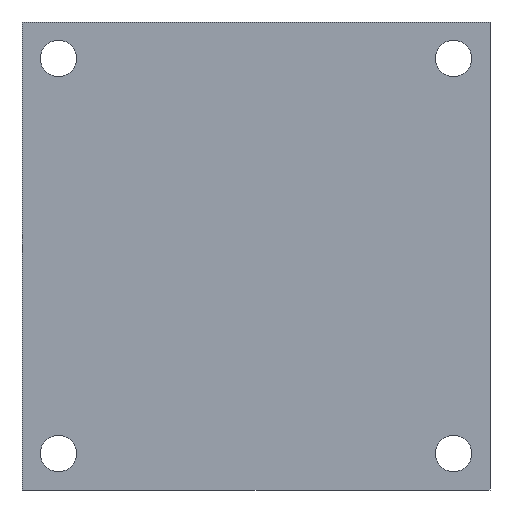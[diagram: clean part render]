
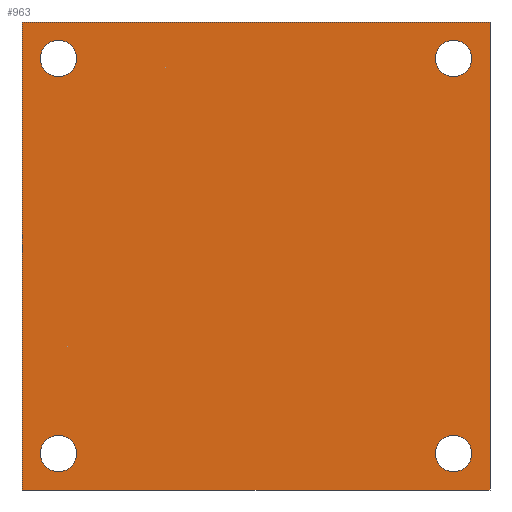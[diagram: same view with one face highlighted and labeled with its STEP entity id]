
A CAD part, front view. The second image highlights one B-rep face of the part: STEP entity #963.
In plain terms, the highlighted planar face has unit normal (0, -1, 0).
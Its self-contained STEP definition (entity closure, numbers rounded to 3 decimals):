
#29 = EDGE_CURVE ( 'NONE', #331, #691, #672, .T. ) ;
#44 = AXIS2_PLACEMENT_3D ( 'NONE', #442, #836, #833 ) ;
#46 = ORIENTED_EDGE ( 'NONE', *, *, #618, .T. ) ;
#47 = EDGE_CURVE ( 'NONE', #217, #856, #487, .T. ) ;
#49 = ORIENTED_EDGE ( 'NONE', *, *, #843, .T. ) ;
#51 = ORIENTED_EDGE ( 'NONE', *, *, #794, .T. ) ;
#52 = DIRECTION ( 'NONE',  ( 0., 0., 1. ) ) ;
#54 = ORIENTED_EDGE ( 'NONE', *, *, #47, .T. ) ;
#60 = ORIENTED_EDGE ( 'NONE', *, *, #29, .F. ) ;
#61 = DIRECTION ( 'NONE',  ( 0., 1., 0. ) ) ;
#64 = CARTESIAN_POINT ( 'NONE',  ( -19., 0., -19. ) ) ;
#82 = CARTESIAN_POINT ( 'NONE',  ( 22.5, 0., -22.5 ) ) ;
#91 = CARTESIAN_POINT ( 'NONE',  ( -22.5, 0., 22.5 ) ) ;
#106 = EDGE_CURVE ( 'NONE', #1018, #1010, #172, .T. ) ;
#110 = PLANE ( 'NONE',  #246 ) ;
#112 = VERTEX_POINT ( 'NONE', #82 ) ;
#122 = EDGE_LOOP ( 'NONE', ( #904, #968 ) ) ;
#126 = CARTESIAN_POINT ( 'NONE',  ( 19., 0., 20.75 ) ) ;
#161 = EDGE_CURVE ( 'NONE', #663, #1104, #891, .T. ) ;
#168 = EDGE_LOOP ( 'NONE', ( #51, #54 ) ) ;
#172 = CIRCLE ( 'NONE', #1042, 1.75 ) ;
#191 = CARTESIAN_POINT ( 'NONE',  ( -19., 0., -20.75 ) ) ;
#201 = DIRECTION ( 'NONE',  ( 0., 0., 1. ) ) ;
#204 = DIRECTION ( 'NONE',  ( 0., 0., 1. ) ) ;
#209 = DIRECTION ( 'NONE',  ( 0., 0., 1. ) ) ;
#217 = VERTEX_POINT ( 'NONE', #841 ) ;
#228 = DIRECTION ( 'NONE',  ( 0., 1., 0. ) ) ;
#229 = EDGE_CURVE ( 'NONE', #331, #662, #777, .T. ) ;
#231 = CARTESIAN_POINT ( 'NONE',  ( 19., 0., 19. ) ) ;
#233 = DIRECTION ( 'NONE',  ( 0., 1., 0. ) ) ;
#246 = AXIS2_PLACEMENT_3D ( 'NONE', #91, #233, #201 ) ;
#265 = AXIS2_PLACEMENT_3D ( 'NONE', #440, #525, #602 ) ;
#266 = CIRCLE ( 'NONE', #768, 1.75 ) ;
#272 = CARTESIAN_POINT ( 'NONE',  ( 19., 0., -19. ) ) ;
#286 = AXIS2_PLACEMENT_3D ( 'NONE', #758, #743, #769 ) ;
#290 = FACE_OUTER_BOUND ( 'NONE', #372, .T. ) ;
#302 = EDGE_CURVE ( 'NONE', #737, #765, #972, .T. ) ;
#313 = CARTESIAN_POINT ( 'NONE',  ( -22.5, 0., 22.5 ) ) ;
#316 = FACE_BOUND ( 'NONE', #780, .T. ) ;
#328 = VECTOR ( 'NONE', #332, 1000. ) ;
#331 = VERTEX_POINT ( 'NONE', #746 ) ;
#332 = DIRECTION ( 'NONE',  ( 1., 0., 0. ) ) ;
#335 = CARTESIAN_POINT ( 'NONE',  ( -22.5, 0., -22.5 ) ) ;
#339 = CARTESIAN_POINT ( 'NONE',  ( -19., 0., -17.25 ) ) ;
#345 = CIRCLE ( 'NONE', #866, 1.75 ) ;
#355 = CIRCLE ( 'NONE', #476, 1.75 ) ;
#367 = DIRECTION ( 'NONE',  ( 0., 1., 0. ) ) ;
#372 = EDGE_LOOP ( 'NONE', ( #46, #702, #60, #730 ) ) ;
#387 = FACE_BOUND ( 'NONE', #168, .T. ) ;
#389 = CARTESIAN_POINT ( 'NONE',  ( 19., 0., -17.25 ) ) ;
#405 = ORIENTED_EDGE ( 'NONE', *, *, #106, .T. ) ;
#417 = FACE_BOUND ( 'NONE', #122, .T. ) ;
#439 = FACE_BOUND ( 'NONE', #1056, .T. ) ;
#440 = CARTESIAN_POINT ( 'NONE',  ( 19., 0., 19. ) ) ;
#442 = CARTESIAN_POINT ( 'NONE',  ( -19., 0., 19. ) ) ;
#447 = DIRECTION ( 'NONE',  ( 0., 0., 1. ) ) ;
#469 = DIRECTION ( 'NONE',  ( 1., 0., 0. ) ) ;
#476 = AXIS2_PLACEMENT_3D ( 'NONE', #272, #367, #204 ) ;
#487 = CIRCLE ( 'NONE', #878, 1.75 ) ;
#515 = CARTESIAN_POINT ( 'NONE',  ( -19., 0., -19. ) ) ;
#525 = DIRECTION ( 'NONE',  ( 0., 1., 0. ) ) ;
#550 = CARTESIAN_POINT ( 'NONE',  ( -19., 0., 20.75 ) ) ;
#591 = DIRECTION ( 'NONE',  ( 0., 1., 0. ) ) ;
#602 = DIRECTION ( 'NONE',  ( 0., 0., 1. ) ) ;
#616 = LINE ( 'NONE', #1091, #813 ) ;
#618 = EDGE_CURVE ( 'NONE', #662, #112, #1000, .T. ) ;
#631 = DIRECTION ( 'NONE',  ( 0., 0., -1. ) ) ;
#635 = EDGE_CURVE ( 'NONE', #1010, #1018, #266, .T. ) ;
#642 = CARTESIAN_POINT ( 'NONE',  ( -22.5, 0., 22.5 ) ) ;
#649 = CARTESIAN_POINT ( 'NONE',  ( -22.5, 0., -22.5 ) ) ;
#662 = VERTEX_POINT ( 'NONE', #649 ) ;
#663 = VERTEX_POINT ( 'NONE', #1129 ) ;
#672 = LINE ( 'NONE', #313, #328 ) ;
#691 = VERTEX_POINT ( 'NONE', #990 ) ;
#696 = ORIENTED_EDGE ( 'NONE', *, *, #302, .T. ) ;
#702 = ORIENTED_EDGE ( 'NONE', *, *, #784, .F. ) ;
#706 = CARTESIAN_POINT ( 'NONE',  ( 19., 0., -20.75 ) ) ;
#725 = EDGE_CURVE ( 'NONE', #1104, #663, #345, .T. ) ;
#730 = ORIENTED_EDGE ( 'NONE', *, *, #229, .T. ) ;
#737 = VERTEX_POINT ( 'NONE', #389 ) ;
#743 = DIRECTION ( 'NONE',  ( 0., 1., 0. ) ) ;
#746 = CARTESIAN_POINT ( 'NONE',  ( -22.5, 0., 22.5 ) ) ;
#758 = CARTESIAN_POINT ( 'NONE',  ( 19., 0., -19. ) ) ;
#760 = DIRECTION ( 'NONE',  ( 0., 0., -1. ) ) ;
#765 = VERTEX_POINT ( 'NONE', #706 ) ;
#768 = AXIS2_PLACEMENT_3D ( 'NONE', #515, #591, #447 ) ;
#769 = DIRECTION ( 'NONE',  ( 0., 0., 1. ) ) ;
#777 = LINE ( 'NONE', #642, #790 ) ;
#780 = EDGE_LOOP ( 'NONE', ( #696, #49 ) ) ;
#784 = EDGE_CURVE ( 'NONE', #691, #112, #616, .T. ) ;
#790 = VECTOR ( 'NONE', #631, 1000. ) ;
#794 = EDGE_CURVE ( 'NONE', #856, #217, #1044, .T. ) ;
#813 = VECTOR ( 'NONE', #760, 1000. ) ;
#833 = DIRECTION ( 'NONE',  ( 0., 0., 1. ) ) ;
#836 = DIRECTION ( 'NONE',  ( 0., 1., 0. ) ) ;
#841 = CARTESIAN_POINT ( 'NONE',  ( 19., 0., 17.25 ) ) ;
#843 = EDGE_CURVE ( 'NONE', #765, #737, #355, .T. ) ;
#856 = VERTEX_POINT ( 'NONE', #126 ) ;
#866 = AXIS2_PLACEMENT_3D ( 'NONE', #897, #936, #981 ) ;
#878 = AXIS2_PLACEMENT_3D ( 'NONE', #231, #228, #209 ) ;
#891 = CIRCLE ( 'NONE', #44, 1.75 ) ;
#897 = CARTESIAN_POINT ( 'NONE',  ( -19., 0., 19. ) ) ;
#904 = ORIENTED_EDGE ( 'NONE', *, *, #725, .T. ) ;
#936 = DIRECTION ( 'NONE',  ( 0., 1., 0. ) ) ;
#963 = ADVANCED_FACE ( 'NONE', ( #417, #387, #316, #439, #290 ), #110, .F. ) ;
#968 = ORIENTED_EDGE ( 'NONE', *, *, #161, .T. ) ;
#970 = ORIENTED_EDGE ( 'NONE', *, *, #635, .T. ) ;
#972 = CIRCLE ( 'NONE', #286, 1.75 ) ;
#975 = VECTOR ( 'NONE', #469, 1000. ) ;
#981 = DIRECTION ( 'NONE',  ( 0., 0., 1. ) ) ;
#990 = CARTESIAN_POINT ( 'NONE',  ( 22.5, 0., 22.5 ) ) ;
#1000 = LINE ( 'NONE', #335, #975 ) ;
#1010 = VERTEX_POINT ( 'NONE', #339 ) ;
#1018 = VERTEX_POINT ( 'NONE', #191 ) ;
#1042 = AXIS2_PLACEMENT_3D ( 'NONE', #64, #61, #52 ) ;
#1044 = CIRCLE ( 'NONE', #265, 1.75 ) ;
#1056 = EDGE_LOOP ( 'NONE', ( #970, #405 ) ) ;
#1091 = CARTESIAN_POINT ( 'NONE',  ( 22.5, 0., 22.5 ) ) ;
#1104 = VERTEX_POINT ( 'NONE', #550 ) ;
#1129 = CARTESIAN_POINT ( 'NONE',  ( -19., 0., 17.25 ) ) ;
